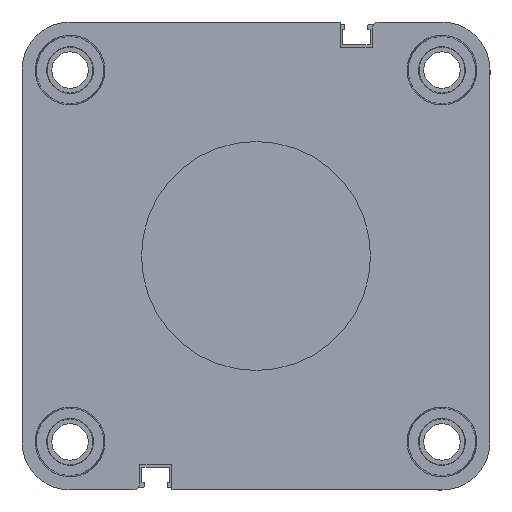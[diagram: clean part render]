
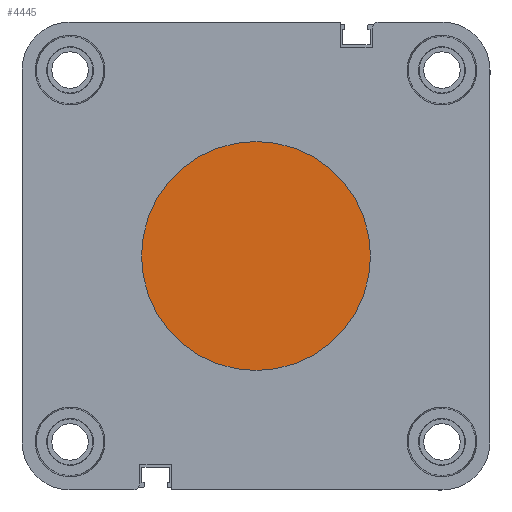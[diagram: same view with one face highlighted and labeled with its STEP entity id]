
A CAD part, left-side view. The second image highlights one B-rep face of the part: STEP entity #4445.
In plain terms, the highlighted planar face has unit normal (-1, 0, 0).
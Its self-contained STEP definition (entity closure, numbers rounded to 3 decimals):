
#287 = EDGE_LOOP ( 'NONE', ( #7418, #11131 ) ) ;
#488 = AXIS2_PLACEMENT_3D ( 'NONE', #13830, #8079, #5853 ) ;
#833 = EDGE_CURVE ( 'NONE', #5798, #11681, #10817, .T. ) ;
#847 = AXIS2_PLACEMENT_3D ( 'NONE', #8275, #1100, #13872 ) ;
#1100 = DIRECTION ( 'NONE',  ( -1., 0., 0. ) ) ;
#1378 = DIRECTION ( 'NONE',  ( -1., 0., 0. ) ) ;
#2563 = PLANE ( 'NONE',  #3228 ) ;
#3228 = AXIS2_PLACEMENT_3D ( 'NONE', #10734, #1378, #7215 ) ;
#4445 = ADVANCED_FACE ( 'NONE', ( #13202 ), #2563, .T. ) ;
#5798 = VERTEX_POINT ( 'NONE', #11813 ) ;
#5853 = DIRECTION ( 'NONE',  ( 0., 0., 1. ) ) ;
#7215 = DIRECTION ( 'NONE',  ( 0., 0., 1. ) ) ;
#7418 = ORIENTED_EDGE ( 'NONE', *, *, #9072, .T. ) ;
#8079 = DIRECTION ( 'NONE',  ( -1., 0., 0. ) ) ;
#8275 = CARTESIAN_POINT ( 'NONE',  ( 0., 0., 0. ) ) ;
#9072 = EDGE_CURVE ( 'NONE', #11681, #5798, #11354, .T. ) ;
#10734 = CARTESIAN_POINT ( 'NONE',  ( 0., 0., 0. ) ) ;
#10817 = CIRCLE ( 'NONE', #488, 27.4 ) ;
#11131 = ORIENTED_EDGE ( 'NONE', *, *, #833, .T. ) ;
#11354 = CIRCLE ( 'NONE', #847, 27.4 ) ;
#11681 = VERTEX_POINT ( 'NONE', #13732 ) ;
#11813 = CARTESIAN_POINT ( 'NONE',  ( 0., 0., -27.4 ) ) ;
#13202 = FACE_OUTER_BOUND ( 'NONE', #287, .T. ) ;
#13732 = CARTESIAN_POINT ( 'NONE',  ( 0., 0., 27.4 ) ) ;
#13830 = CARTESIAN_POINT ( 'NONE',  ( 0., 0., 0. ) ) ;
#13872 = DIRECTION ( 'NONE',  ( 0., 0., 1. ) ) ;
